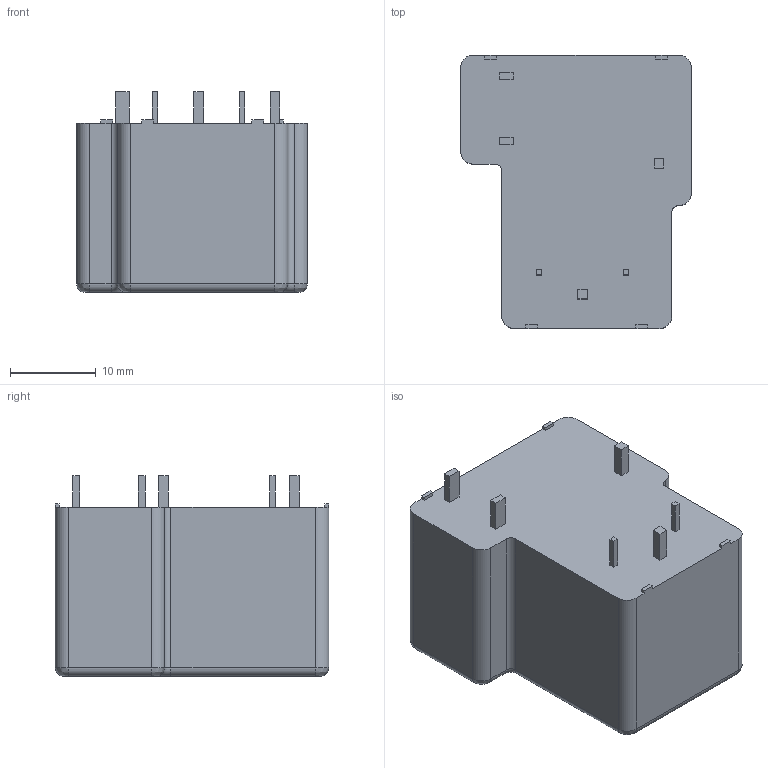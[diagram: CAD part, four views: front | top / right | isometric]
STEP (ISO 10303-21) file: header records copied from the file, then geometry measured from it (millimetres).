
FILE_DESCRIPTION((''),'2;1');
FILE_NAME('C-3-1393209-1','2012-10-16T',('workeradm'),('Tyco Electronics Ltd.'),'PRO/ENGINEER BY PARAMETRIC TECHNOLOGY CORPORATION, 2010430','PRO/ENGINEER BY PARAMETRIC TECHNOLOGY CORPORATION, 2010430','');
FILE_SCHEMA(('AUTOMOTIVE_DESIGN { 1 0 10303 214 1 1 1 1 }'));
Length unit declared in the file: millimetre
Products named in the file (1): C-3-1393209-1
Bounding box: 26.9 x 31.85 x 23.39 mm (x, y, z)
Volume: 14358.1 mm3; surface area: 3728.2 mm2
Topology: 1 solids, 1 shells, 80 faces, 200 edges, 128 vertices
Faces by surface type: plane 56, cylinder 16, bspline 6, torus 2
Entity records: 2693 total; most frequent: CARTESIAN_POINT 500, ORIENTED_EDGE 400, DIRECTION 388, EDGE_CURVE 200, VECTOR 160, LINE 160, VERTEX_POINT 128, AXIS2_PLACEMENT_3D 114
